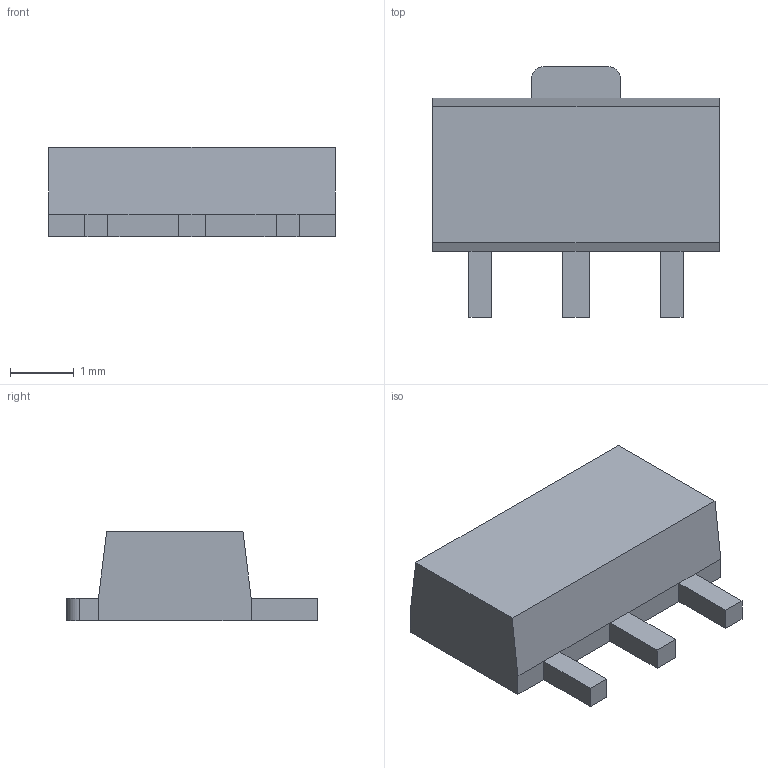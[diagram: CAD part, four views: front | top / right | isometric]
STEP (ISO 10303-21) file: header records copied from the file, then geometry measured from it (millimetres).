
FILE_DESCRIPTION((''),'2;1');
FILE_NAME('SOT-89.stp','2013-03-12T15:23:44',('yvshub'),(''),'Autodesk Inventor 2011','Autodesk Inventor 2011','');
FILE_SCHEMA(('AUTOMOTIVE_DESIGN { 1 0 10303 214 1 1 1 1 }'));
Length unit declared in the file: millimetre
Products named in the file (1): SOT-89
Bounding box: 4.5 x 3.94 x 1.4 mm (x, y, z)
Volume: 15.1 mm3; surface area: 49.3 mm2
Topology: 1 solids, 1 shells, 45 faces, 115 edges, 72 vertices
Faces by surface type: plane 43, cylinder 2
Entity records: 1384 total; most frequent: CARTESIAN_POINT 233, ORIENTED_EDGE 230, DIRECTION 211, EDGE_CURVE 115, VECTOR 111, LINE 111, VERTEX_POINT 72, AXIS2_PLACEMENT_3D 50
